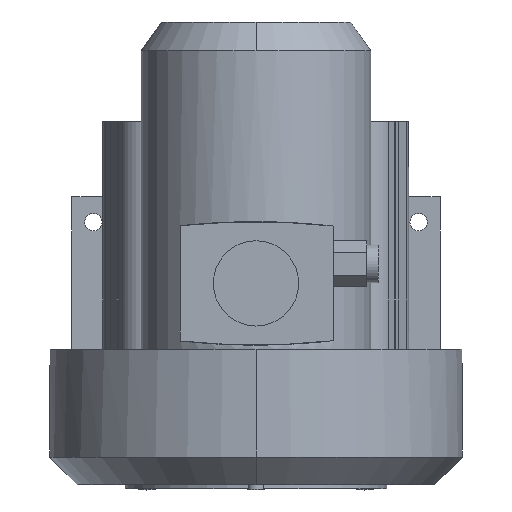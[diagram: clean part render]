
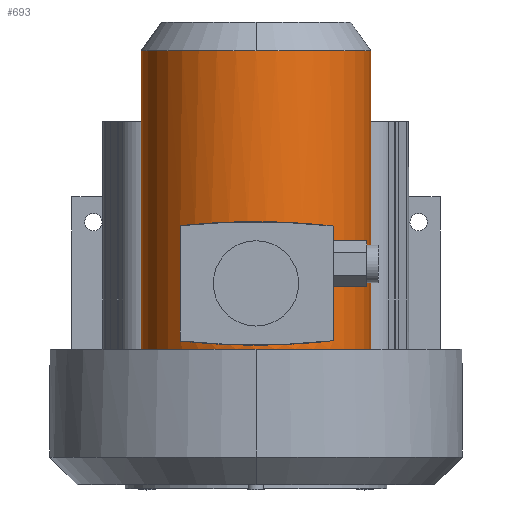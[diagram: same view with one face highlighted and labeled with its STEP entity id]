
A CAD part, front view. The second image highlights one B-rep face of the part: STEP entity #693.
In plain terms, the highlighted cylindrical face has radius 79.5 mm (diameter 159 mm), a partial arc.
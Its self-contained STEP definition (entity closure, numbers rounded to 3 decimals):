
#192=CYLINDRICAL_SURFACE('',#5424,79.5);
#326=B_SPLINE_CURVE_WITH_KNOTS('',3,(#8669,#8670,#8671,#8672,#8673,#8674,
#8675),.UNSPECIFIED.,.F.,.F.,(4,3,4),(0.,0.875,1.),
 .UNSPECIFIED.);
#327=B_SPLINE_CURVE_WITH_KNOTS('',3,(#8678,#8679,#8680,#8681,#8682,#8683,
#8684,#8685,#8686,#8687,#8688,#8689,#8690,#8691,#8692,#8693,#8694,#8695),
 .UNSPECIFIED.,.F.,.F.,(4,2,2,2,2,2,2,2,4),(0.,0.125,0.25,0.375,0.5,0.625,
0.75,0.875,1.),.UNSPECIFIED.);
#328=B_SPLINE_CURVE_WITH_KNOTS('',3,(#8699,#8700,#8701,#8702,#8703,#8704,
#8705,#8706,#8707,#8708,#8709,#8710,#8711,#8712,#8713,#8714,#8715,#8716),
 .UNSPECIFIED.,.F.,.F.,(4,2,2,2,2,2,2,2,4),(0.,0.125,0.25,0.375,0.5,0.625,
0.75,0.875,1.),.UNSPECIFIED.);
#693=ADVANCED_FACE('',(#1004,#1005),#192,.T.);
#1004=FACE_BOUND('',#1154,.T.);
#1005=FACE_BOUND('',#1155,.T.);
#1154=EDGE_LOOP('',(#2596,#2597,#2598,#2599));
#1155=EDGE_LOOP('',(#2600,#2601,#2602,#2603,#2604));
#1409=LINE('',#7353,#1795);
#1410=LINE('',#7359,#1796);
#1535=LINE('',#8697,#1921);
#1795=VECTOR('',#5866,1.);
#1796=VECTOR('',#5871,1.);
#1921=VECTOR('',#6294,1.);
#2596=ORIENTED_EDGE('',*,*,#4508,.F.);
#2597=ORIENTED_EDGE('',*,*,#4509,.F.);
#2598=ORIENTED_EDGE('',*,*,#4510,.F.);
#2599=ORIENTED_EDGE('',*,*,#4511,.F.);
#2600=ORIENTED_EDGE('',*,*,#4243,.F.);
#2601=ORIENTED_EDGE('',*,*,#4402,.F.);
#2602=ORIENTED_EDGE('',*,*,#4246,.T.);
#2603=ORIENTED_EDGE('',*,*,#4249,.T.);
#2604=ORIENTED_EDGE('',*,*,#4512,.T.);
#3734=VERTEX_POINT('',#7351);
#3735=VERTEX_POINT('',#7352);
#3736=VERTEX_POINT('',#7354);
#3738=VERTEX_POINT('',#7358);
#3741=VERTEX_POINT('',#7365);
#3941=VERTEX_POINT('',#8676);
#3942=VERTEX_POINT('',#8677);
#3943=VERTEX_POINT('',#8696);
#3944=VERTEX_POINT('',#8698);
#4243=EDGE_CURVE('',#3734,#3736,#1409,.T.);
#4246=EDGE_CURVE('',#3735,#3738,#1410,.T.);
#4249=EDGE_CURVE('',#3738,#3741,#4986,.T.);
#4402=EDGE_CURVE('',#3735,#3734,#5045,.T.);
#4508=EDGE_CURVE('',#3941,#3942,#326,.T.);
#4509=EDGE_CURVE('',#3943,#3941,#327,.T.);
#4510=EDGE_CURVE('',#3944,#3943,#1535,.T.);
#4511=EDGE_CURVE('',#3942,#3944,#328,.T.);
#4512=EDGE_CURVE('',#3741,#3736,#5074,.T.);
#4986=CIRCLE('',#5276,79.5);
#5045=CIRCLE('',#5362,79.5);
#5074=CIRCLE('',#5423,79.5);
#5276=AXIS2_PLACEMENT_3D('',#7366,#5877,#5878);
#5362=AXIS2_PLACEMENT_3D('',#7960,#6114,#6115);
#5423=AXIS2_PLACEMENT_3D('',#8717,#6295,#6296);
#5424=AXIS2_PLACEMENT_3D('',#8718,#6297,#6298);
#5866=DIRECTION('',(0.,0.,1.));
#5871=DIRECTION('',(0.,0.,1.));
#5877=DIRECTION('',(0.,0.,-1.));
#5878=DIRECTION('',(1.,0.,0.));
#6114=DIRECTION('',(0.,0.,-1.));
#6115=DIRECTION('',(1.,0.,0.));
#6294=DIRECTION('',(0.,0.,1.));
#6295=DIRECTION('',(0.,0.,-1.));
#6296=DIRECTION('',(1.,0.,0.));
#6297=DIRECTION('',(0.,0.,1.));
#6298=DIRECTION('',(-1.,0.,0.));
#7351=CARTESIAN_POINT('',(-79.5,0.,62.));
#7352=CARTESIAN_POINT('',(79.5,0.,62.));
#7353=CARTESIAN_POINT('',(-79.5,0.,62.));
#7354=CARTESIAN_POINT('',(-79.5,0.,268.4));
#7358=CARTESIAN_POINT('',(79.5,0.,268.4));
#7359=CARTESIAN_POINT('',(79.5,0.,62.));
#7365=CARTESIAN_POINT('',(0.,-79.5,268.4));
#7366=CARTESIAN_POINT('',(0.,0.,268.4));
#7960=CARTESIAN_POINT('',(0.,0.,62.));
#8669=CARTESIAN_POINT('',(-52.367,-59.816,147.398));
#8670=CARTESIAN_POINT('',(-52.367,-59.816,124.125));
#8671=CARTESIAN_POINT('',(-52.367,-59.816,100.852));
#8672=CARTESIAN_POINT('',(-52.367,-59.816,77.579));
#8673=CARTESIAN_POINT('',(-52.367,-59.816,74.254));
#8674=CARTESIAN_POINT('',(-52.367,-59.816,70.929));
#8675=CARTESIAN_POINT('',(-52.367,-59.816,67.605));
#8676=CARTESIAN_POINT('',(-52.367,-59.816,147.398));
#8677=CARTESIAN_POINT('',(-52.367,-59.816,67.605));
#8678=CARTESIAN_POINT('',(53.375,-58.918,147.185));
#8679=CARTESIAN_POINT('',(49.778,-62.177,147.594));
#8680=CARTESIAN_POINT('',(45.94,-65.059,147.99));
#8681=CARTESIAN_POINT('',(37.798,-70.103,148.717));
#8682=CARTESIAN_POINT('',(33.462,-72.277,149.051));
#8683=CARTESIAN_POINT('',(24.443,-75.804,149.609));
#8684=CARTESIAN_POINT('',(19.829,-77.137,149.83));
#8685=CARTESIAN_POINT('',(10.4,-78.963,150.139));
#8686=CARTESIAN_POINT('',(5.532,-79.454,150.226));
#8687=CARTESIAN_POINT('',(-4.135,-79.539,150.25));
#8688=CARTESIAN_POINT('',(-8.921,-79.144,150.187));
#8689=CARTESIAN_POINT('',(-18.401,-77.491,149.924));
#8690=CARTESIAN_POINT('',(-23.134,-76.212,149.72));
#8691=CARTESIAN_POINT('',(-32.16,-72.864,149.203));
#8692=CARTESIAN_POINT('',(-36.485,-70.798,148.891));
#8693=CARTESIAN_POINT('',(-44.761,-65.878,148.189));
#8694=CARTESIAN_POINT('',(-48.715,-63.013,147.799));
#8695=CARTESIAN_POINT('',(-52.367,-59.816,147.398));
#8696=CARTESIAN_POINT('',(53.375,-58.918,147.185));
#8697=CARTESIAN_POINT('',(53.375,-58.918,62.));
#8698=CARTESIAN_POINT('',(53.375,-58.918,67.824));
#8699=CARTESIAN_POINT('',(-52.367,-59.816,67.605));
#8700=CARTESIAN_POINT('',(-48.715,-63.013,67.202));
#8701=CARTESIAN_POINT('',(-44.828,-65.831,66.816));
#8702=CARTESIAN_POINT('',(-36.6,-70.736,66.115));
#8703=CARTESIAN_POINT('',(-32.225,-72.837,65.797));
#8704=CARTESIAN_POINT('',(-23.146,-76.21,65.274));
#8705=CARTESIAN_POINT('',(-18.51,-77.464,65.073));
#8706=CARTESIAN_POINT('',(-9.049,-79.129,64.807));
#8707=CARTESIAN_POINT('',(-4.173,-79.537,64.743));
#8708=CARTESIAN_POINT('',(5.494,-79.457,64.766));
#8709=CARTESIAN_POINT('',(10.272,-78.98,64.851));
#8710=CARTESIAN_POINT('',(19.722,-77.165,65.16));
#8711=CARTESIAN_POINT('',(24.432,-75.806,65.387));
#8712=CARTESIAN_POINT('',(33.396,-72.306,65.944));
#8713=CARTESIAN_POINT('',(37.684,-70.166,66.274));
#8714=CARTESIAN_POINT('',(45.875,-65.107,67.008));
#8715=CARTESIAN_POINT('',(49.778,-62.177,67.412));
#8716=CARTESIAN_POINT('',(53.375,-58.918,67.824));
#8717=CARTESIAN_POINT('',(0.,0.,268.4));
#8718=CARTESIAN_POINT('',(0.,0.,62.));
